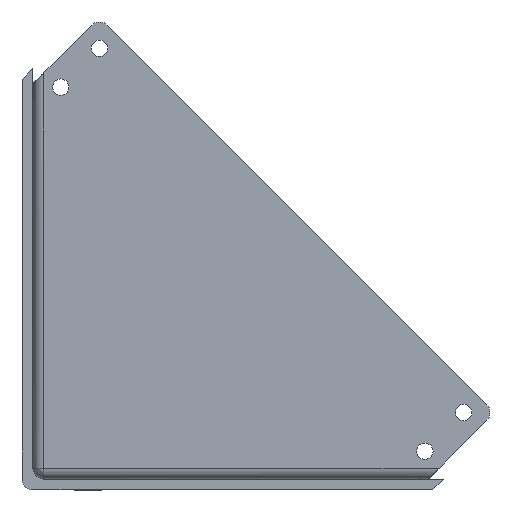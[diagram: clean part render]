
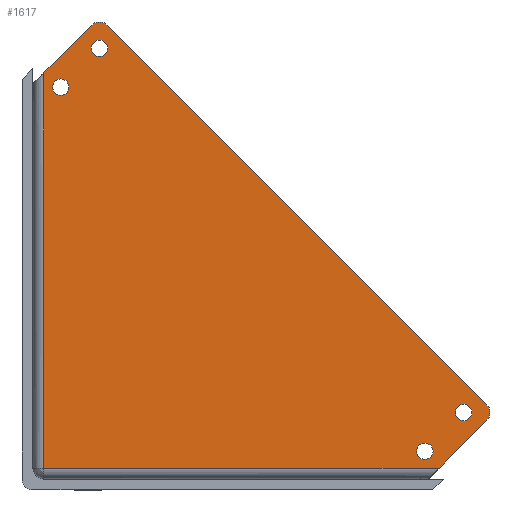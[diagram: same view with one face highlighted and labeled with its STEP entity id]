
A CAD part, left-side view. The second image highlights one B-rep face of the part: STEP entity #1617.
In plain terms, the highlighted planar face has unit normal (-1, 0, 0).
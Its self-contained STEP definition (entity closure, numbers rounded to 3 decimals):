
#19=FACE_BOUND('',#217,.T.);
#20=FACE_BOUND('',#218,.T.);
#21=FACE_BOUND('',#219,.T.);
#22=FACE_BOUND('',#220,.T.);
#50=PLANE('',#1734);
#125=FACE_OUTER_BOUND('',#216,.T.);
#216=EDGE_LOOP('',(#1159,#1160,#1161,#1162,#1163,#1164,#1165,#1166));
#217=EDGE_LOOP('',(#1167));
#218=EDGE_LOOP('',(#1168));
#219=EDGE_LOOP('',(#1169));
#220=EDGE_LOOP('',(#1170));
#334=CIRCLE('',#1730,0.001);
#336=CIRCLE('',#1735,2.);
#337=CIRCLE('',#1736,2.);
#338=CIRCLE('',#1737,1.5);
#339=CIRCLE('',#1738,1.5);
#340=CIRCLE('',#1739,1.5);
#341=CIRCLE('',#1740,1.5);
#384=LINE('',#2373,#568);
#385=LINE('',#2392,#569);
#387=LINE('',#2396,#571);
#388=LINE('',#2400,#572);
#389=LINE('',#2403,#573);
#568=VECTOR('',#1899,10.);
#569=VECTOR('',#1910,10.);
#571=VECTOR('',#1914,10.);
#572=VECTOR('',#1917,10.);
#573=VECTOR('',#1920,10.);
#757=VERTEX_POINT('',#2366);
#760=VERTEX_POINT('',#2371);
#762=VERTEX_POINT('',#2384);
#764=VERTEX_POINT('',#2390);
#765=VERTEX_POINT('',#2395);
#766=VERTEX_POINT('',#2397);
#767=VERTEX_POINT('',#2399);
#768=VERTEX_POINT('',#2401);
#769=VERTEX_POINT('',#2404);
#770=VERTEX_POINT('',#2406);
#771=VERTEX_POINT('',#2408);
#772=VERTEX_POINT('',#2410);
#911=EDGE_CURVE('',#760,#757,#384,.T.);
#913=EDGE_CURVE('',#762,#760,#334,.T.);
#916=EDGE_CURVE('',#764,#762,#385,.T.);
#918=EDGE_CURVE('',#764,#765,#387,.T.);
#919=EDGE_CURVE('',#766,#765,#336,.T.);
#920=EDGE_CURVE('',#766,#767,#388,.T.);
#921=EDGE_CURVE('',#768,#767,#337,.T.);
#922=EDGE_CURVE('',#768,#757,#389,.T.);
#923=EDGE_CURVE('',#769,#769,#338,.T.);
#924=EDGE_CURVE('',#770,#770,#339,.T.);
#925=EDGE_CURVE('',#771,#771,#340,.T.);
#926=EDGE_CURVE('',#772,#772,#341,.T.);
#1159=ORIENTED_EDGE('',*,*,#911,.F.);
#1160=ORIENTED_EDGE('',*,*,#913,.F.);
#1161=ORIENTED_EDGE('',*,*,#916,.F.);
#1162=ORIENTED_EDGE('',*,*,#918,.T.);
#1163=ORIENTED_EDGE('',*,*,#919,.F.);
#1164=ORIENTED_EDGE('',*,*,#920,.T.);
#1165=ORIENTED_EDGE('',*,*,#921,.F.);
#1166=ORIENTED_EDGE('',*,*,#922,.T.);
#1167=ORIENTED_EDGE('',*,*,#923,.T.);
#1168=ORIENTED_EDGE('',*,*,#924,.T.);
#1169=ORIENTED_EDGE('',*,*,#925,.T.);
#1170=ORIENTED_EDGE('',*,*,#926,.T.);
#1617=ADVANCED_FACE('',(#125,#19,#20,#21,#22),#50,.T.);
#1730=AXIS2_PLACEMENT_3D('',#2386,#1902,#1903);
#1734=AXIS2_PLACEMENT_3D('',#2394,#1912,#1913);
#1735=AXIS2_PLACEMENT_3D('',#2398,#1915,#1916);
#1736=AXIS2_PLACEMENT_3D('',#2402,#1918,#1919);
#1737=AXIS2_PLACEMENT_3D('',#2405,#1921,#1922);
#1738=AXIS2_PLACEMENT_3D('',#2407,#1923,#1924);
#1739=AXIS2_PLACEMENT_3D('',#2409,#1925,#1926);
#1740=AXIS2_PLACEMENT_3D('',#2411,#1927,#1928);
#1899=DIRECTION('',(0.,0.,1.));
#1902=DIRECTION('center_axis',(1.,0.,0.));
#1903=DIRECTION('ref_axis',(0.,0.707,-0.707));
#1910=DIRECTION('',(0.,1.,0.));
#1912=DIRECTION('center_axis',(-1.,0.,0.));
#1913=DIRECTION('ref_axis',(0.,0.,1.));
#1914=DIRECTION('',(0.,-0.707,0.707));
#1915=DIRECTION('center_axis',(1.,0.,0.));
#1916=DIRECTION('ref_axis',(0.,-1.,0.));
#1917=DIRECTION('',(0.,0.707,0.707));
#1918=DIRECTION('center_axis',(1.,0.,0.));
#1919=DIRECTION('ref_axis',(0.,0.,1.));
#1920=DIRECTION('',(0.,0.707,-0.707));
#1921=DIRECTION('center_axis',(1.,0.,0.));
#1922=DIRECTION('ref_axis',(0.,-1.,0.));
#1923=DIRECTION('center_axis',(1.,0.,0.));
#1924=DIRECTION('ref_axis',(0.,-1.,0.));
#1925=DIRECTION('center_axis',(1.,0.,0.));
#1926=DIRECTION('ref_axis',(0.,-1.,0.));
#1927=DIRECTION('center_axis',(1.,0.,0.));
#1928=DIRECTION('ref_axis',(0.,-1.,0.));
#2366=CARTESIAN_POINT('',(-150.176,52.745,74.124));
#2371=CARTESIAN_POINT('',(-150.176,52.745,2.));
#2373=CARTESIAN_POINT('',(-150.176,52.745,21.067));
#2384=CARTESIAN_POINT('',(-150.176,52.744,1.999));
#2386=CARTESIAN_POINT('Origin',(-150.176,52.744,2.));
#2390=CARTESIAN_POINT('',(-150.176,-19.38,1.999));
#2392=CARTESIAN_POINT('',(-150.176,33.677,1.999));
#2394=CARTESIAN_POINT('Origin',(-150.176,12.611,42.134));
#2395=CARTESIAN_POINT('',(-150.176,-28.109,10.728));
#2396=CARTESIAN_POINT('',(-150.176,-30.937,13.556));
#2397=CARTESIAN_POINT('',(-150.176,-28.109,13.556));
#2398=CARTESIAN_POINT('Origin',(-150.176,-26.694,12.142));
#2399=CARTESIAN_POINT('',(-150.176,41.188,82.853));
#2400=CARTESIAN_POINT('',(-150.176,44.016,85.681));
#2401=CARTESIAN_POINT('',(-150.176,44.016,82.853));
#2402=CARTESIAN_POINT('Origin',(-150.176,42.602,81.439));
#2403=CARTESIAN_POINT('',(-150.176,41.188,85.681));
#2404=CARTESIAN_POINT('',(-150.176,-15.295,5.071));
#2405=CARTESIAN_POINT('Origin',(-150.176,-16.795,5.071));
#2406=CARTESIAN_POINT('',(-150.176,44.102,78.61));
#2407=CARTESIAN_POINT('Origin',(-150.176,42.602,78.61));
#2408=CARTESIAN_POINT('',(-150.176,-22.366,12.142));
#2409=CARTESIAN_POINT('Origin',(-150.176,-23.866,12.142));
#2410=CARTESIAN_POINT('',(-150.176,51.173,71.539));
#2411=CARTESIAN_POINT('Origin',(-150.176,49.673,71.539));
